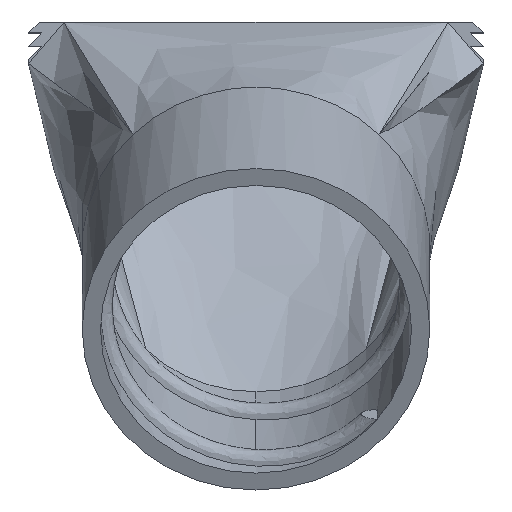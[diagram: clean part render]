
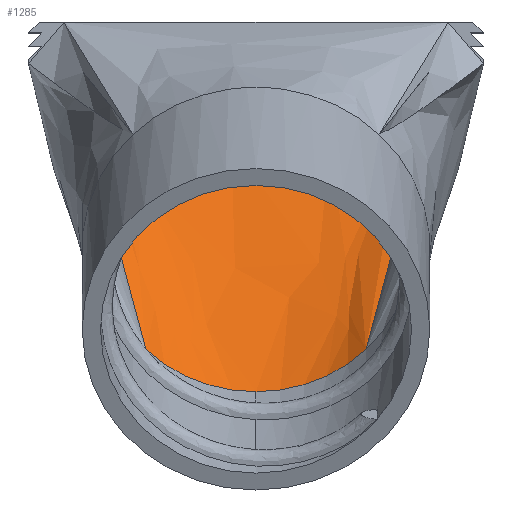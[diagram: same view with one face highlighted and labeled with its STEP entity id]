
A CAD part, top view. The second image highlights one B-rep face of the part: STEP entity #1285.
In plain terms, the highlighted free-form (B-spline) face has degree [3, 3] with [6, 4] control points.
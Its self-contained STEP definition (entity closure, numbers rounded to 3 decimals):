
#29=B_SPLINE_SURFACE_WITH_KNOTS('',3,3,((#2654,#2655,#2656,#2657),(#2658,
#2659,#2660,#2661),(#2662,#2663,#2664,#2665),(#2666,#2667,#2668,#2669),
(#2670,#2671,#2672,#2673),(#2674,#2675,#2676,#2677)),.UNSPECIFIED.,.F.,
 .F.,.F.,(4,1,1,4),(4,4),(0.,0.286,0.571,1.),(0.,
1.),.UNSPECIFIED.);
#135=FACE_OUTER_BOUND('',#207,.T.);
#207=EDGE_LOOP('',(#1139,#1140,#1141,#1142,#1143));
#223=CIRCLE('',#1305,12.75);
#242=CIRCLE('',#1362,12.75);
#380=LINE('',#2464,#510);
#381=LINE('',#2490,#511);
#390=LINE('',#2678,#520);
#510=VECTOR('',#1618,33.879);
#511=VECTOR('',#1619,33.879);
#520=VECTOR('',#1638,10.);
#545=VERTEX_POINT('',#1729);
#547=VERTEX_POINT('',#1732);
#632=VERTEX_POINT('',#2336);
#643=VERTEX_POINT('',#2462);
#644=VERTEX_POINT('',#2489);
#669=EDGE_CURVE('',#545,#547,#223,.T.);
#794=EDGE_CURVE('',#632,#545,#242,.T.);
#810=EDGE_CURVE('',#632,#643,#380,.T.);
#811=EDGE_CURVE('',#547,#644,#381,.T.);
#829=EDGE_CURVE('',#644,#643,#390,.T.);
#1139=ORIENTED_EDGE('',*,*,#794,.F.);
#1140=ORIENTED_EDGE('',*,*,#810,.T.);
#1141=ORIENTED_EDGE('',*,*,#829,.F.);
#1142=ORIENTED_EDGE('',*,*,#811,.F.);
#1143=ORIENTED_EDGE('',*,*,#669,.F.);
#1285=ADVANCED_FACE('',(#135),#29,.F.);
#1305=AXIS2_PLACEMENT_3D('',#1733,#1399,#1400);
#1362=AXIS2_PLACEMENT_3D('',#2338,#1604,#1605);
#1399=DIRECTION('center_axis',(0.,0.383,
-0.924));
#1400=DIRECTION('ref_axis',(0.,0.924,0.383));
#1604=DIRECTION('center_axis',(0.,0.383,
-0.924));
#1605=DIRECTION('ref_axis',(0.,0.924,0.383));
#1618=DIRECTION('',(0.214,0.793,-0.571));
#1619=DIRECTION('',(-0.214,0.793,-0.571));
#1638=DIRECTION('',(1.,0.,0.));
#1729=CARTESIAN_POINT('',(0.,-26.917,42.899));
#1732=CARTESIAN_POINT('',(-9.016,-23.467,44.328));
#1733=CARTESIAN_POINT('Origin',(0.,-15.138,
47.778));
#2336=CARTESIAN_POINT('',(9.016,-23.467,44.328));
#2338=CARTESIAN_POINT('Origin',(0.,-15.138,
47.778));
#2462=CARTESIAN_POINT('',(16.25,3.4,24.999));
#2464=CARTESIAN_POINT('',(9.016,-23.467,44.328));
#2489=CARTESIAN_POINT('',(-16.25,3.4,24.999));
#2490=CARTESIAN_POINT('',(-9.016,-23.467,44.328));
#2654=CARTESIAN_POINT('Ctrl Pts',(9.016,-23.467,44.328));
#2655=CARTESIAN_POINT('Ctrl Pts',(11.427,-14.511,37.885));
#2656=CARTESIAN_POINT('Ctrl Pts',(13.839,-5.556,31.442));
#2657=CARTESIAN_POINT('Ctrl Pts',(16.25,3.4,24.999));
#2658=CARTESIAN_POINT('Ctrl Pts',(7.667,-24.713,43.812));
#2659=CARTESIAN_POINT('Ctrl Pts',(9.496,-15.341,37.541));
#2660=CARTESIAN_POINT('Ctrl Pts',(11.326,-5.972,31.27));
#2661=CARTESIAN_POINT('Ctrl Pts',(13.155,3.4,24.999));
#2662=CARTESIAN_POINT('Ctrl Pts',(4.359,-26.629,43.018));
#2663=CARTESIAN_POINT('Ctrl Pts',(5.228,-16.618,37.013));
#2664=CARTESIAN_POINT('Ctrl Pts',(6.095,-6.611,31.005));
#2665=CARTESIAN_POINT('Ctrl Pts',(6.964,3.4,24.999));
#2666=CARTESIAN_POINT('Ctrl Pts',(-2.452,-27.35,42.72));
#2667=CARTESIAN_POINT('Ctrl Pts',(-2.925,-17.101,36.813));
#2668=CARTESIAN_POINT('Ctrl Pts',(-3.396,-6.849,30.906));
#2669=CARTESIAN_POINT('Ctrl Pts',(-3.869,3.4,24.999));
#2670=CARTESIAN_POINT('Ctrl Pts',(-6.993,-25.336,43.554));
#2671=CARTESIAN_POINT('Ctrl Pts',(-8.528,-15.754,37.371));
#2672=CARTESIAN_POINT('Ctrl Pts',(-10.071,-6.182,31.183));
#2673=CARTESIAN_POINT('Ctrl Pts',(-11.607,3.4,24.999));
#2674=CARTESIAN_POINT('Ctrl Pts',(-9.016,-23.467,44.328));
#2675=CARTESIAN_POINT('Ctrl Pts',(-11.427,-14.511,37.885));
#2676=CARTESIAN_POINT('Ctrl Pts',(-13.839,-5.556,31.442));
#2677=CARTESIAN_POINT('Ctrl Pts',(-16.25,3.4,24.999));
#2678=CARTESIAN_POINT('',(0.,3.4,24.999));
